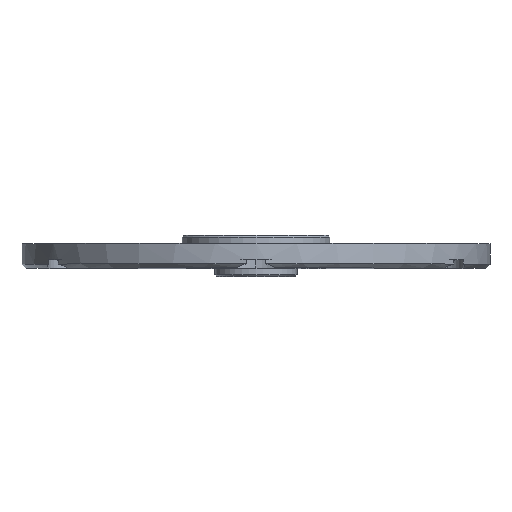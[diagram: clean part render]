
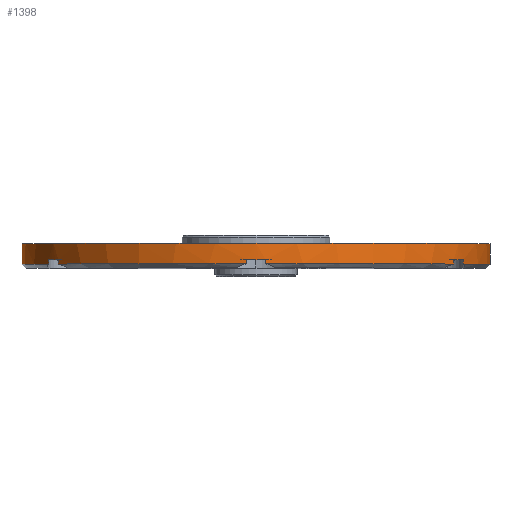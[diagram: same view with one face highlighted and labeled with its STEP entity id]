
A CAD part, top view. The second image highlights one B-rep face of the part: STEP entity #1398.
In plain terms, the highlighted cylindrical face has radius 28.5 mm (diameter 57 mm), a partial arc.
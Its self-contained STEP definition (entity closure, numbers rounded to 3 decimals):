
#13 = CARTESIAN_POINT ( 'NONE',  ( 28.5, 55.8, 0. ) ) ;
#55 = CYLINDRICAL_SURFACE ( 'NONE', #477, 28.5 ) ;
#60 = CARTESIAN_POINT ( 'NONE',  ( 0., 53.3, 0. ) ) ;
#89 = DIRECTION ( 'NONE',  ( 0., 1., 0. ) ) ;
#91 = VERTEX_POINT ( 'NONE', #1520 ) ;
#103 = DIRECTION ( 'NONE',  ( 0., 1., 0. ) ) ;
#125 = CARTESIAN_POINT ( 'NONE',  ( 0., 53.8, 0. ) ) ;
#134 = ORIENTED_EDGE ( 'NONE', *, *, #885, .F. ) ;
#140 = DIRECTION ( 'NONE',  ( 1., 0., 0. ) ) ;
#154 = EDGE_CURVE ( 'NONE', #2100, #1826, #638, .T. ) ;
#156 = EDGE_LOOP ( 'NONE', ( #854, #1551, #1381, #847, #513, #134, #254, #1021, #1675, #2119, #1004, #1003, #759, #1457, #263, #1375 ) ) ;
#192 = DIRECTION ( 'NONE',  ( 1., 0., 0. ) ) ;
#198 = EDGE_CURVE ( 'NONE', #1478, #1530, #285, .T. ) ;
#229 = DIRECTION ( 'NONE',  ( 1., 0., 0. ) ) ;
#230 = VERTEX_POINT ( 'NONE', #908 ) ;
#246 = CARTESIAN_POINT ( 'NONE',  ( -24.064, 53.8, 15.27 ) ) ;
#248 = CIRCLE ( 'NONE', #661, 28.5 ) ;
#249 = DIRECTION ( 'NONE',  ( 0., 1., 0. ) ) ;
#254 = ORIENTED_EDGE ( 'NONE', *, *, #154, .F. ) ;
#263 = ORIENTED_EDGE ( 'NONE', *, *, #1165, .F. ) ;
#285 = CIRCLE ( 'NONE', #296, 28.5 ) ;
#296 = AXIS2_PLACEMENT_3D ( 'NONE', #1577, #2169, #681 ) ;
#322 = VERTEX_POINT ( 'NONE', #806 ) ;
#324 = DIRECTION ( 'NONE',  ( 1., 0., 0. ) ) ;
#329 = LINE ( 'NONE', #2213, #375 ) ;
#355 = LINE ( 'NONE', #1631, #2110 ) ;
#357 = VECTOR ( 'NONE', #581, 1000. ) ;
#375 = VECTOR ( 'NONE', #1322, 1000. ) ;
#402 = DIRECTION ( 'NONE',  ( 1., 0., 0. ) ) ;
#475 = CARTESIAN_POINT ( 'NONE',  ( 28.5, 53.3, 0. ) ) ;
#477 = AXIS2_PLACEMENT_3D ( 'NONE', #1977, #760, #1661 ) ;
#481 = CARTESIAN_POINT ( 'NONE',  ( 0., 53.8, 0. ) ) ;
#483 = DIRECTION ( 'NONE',  ( 0., -1., 0. ) ) ;
#513 = ORIENTED_EDGE ( 'NONE', *, *, #541, .T. ) ;
#541 = EDGE_CURVE ( 'NONE', #2229, #1605, #1889, .T. ) ;
#581 = DIRECTION ( 'NONE',  ( 0., -1., 0. ) ) ;
#587 = CIRCLE ( 'NONE', #1475, 28.5 ) ;
#592 = VECTOR ( 'NONE', #1345, 1000. ) ;
#596 = AXIS2_PLACEMENT_3D ( 'NONE', #481, #1717, #650 ) ;
#613 = VECTOR ( 'NONE', #1487, 1000. ) ;
#634 = VERTEX_POINT ( 'NONE', #13 ) ;
#638 = CIRCLE ( 'NONE', #596, 28.5 ) ;
#643 = DIRECTION ( 'NONE',  ( 0., -1., 0. ) ) ;
#650 = DIRECTION ( 'NONE',  ( 1., 0., 0. ) ) ;
#658 = DIRECTION ( 'NONE',  ( 0., -1., 0. ) ) ;
#661 = AXIS2_PLACEMENT_3D ( 'NONE', #1013, #658, #324 ) ;
#664 = CARTESIAN_POINT ( 'NONE',  ( 24.064, 54.3, 15.27 ) ) ;
#680 = EDGE_CURVE ( 'NONE', #322, #634, #1147, .T. ) ;
#681 = DIRECTION ( 'NONE',  ( 1., 0., 0. ) ) ;
#748 = CARTESIAN_POINT ( 'NONE',  ( -25.256, 54.3, 13.205 ) ) ;
#759 = ORIENTED_EDGE ( 'NONE', *, *, #1865, .T. ) ;
#760 = DIRECTION ( 'NONE',  ( 0., 1., 0. ) ) ;
#783 = CARTESIAN_POINT ( 'NONE',  ( -1.192, 53.3, 28.475 ) ) ;
#798 = CARTESIAN_POINT ( 'NONE',  ( 28.5, 54.3, 0. ) ) ;
#806 = CARTESIAN_POINT ( 'NONE',  ( -28.5, 55.8, 0. ) ) ;
#841 = LINE ( 'NONE', #961, #921 ) ;
#847 = ORIENTED_EDGE ( 'NONE', *, *, #1891, .F. ) ;
#854 = ORIENTED_EDGE ( 'NONE', *, *, #198, .T. ) ;
#874 = CARTESIAN_POINT ( 'NONE',  ( 0., 55.8, 0. ) ) ;
#885 = EDGE_CURVE ( 'NONE', #1826, #1605, #1479, .T. ) ;
#892 = VERTEX_POINT ( 'NONE', #933 ) ;
#895 = VERTEX_POINT ( 'NONE', #1336 ) ;
#908 = CARTESIAN_POINT ( 'NONE',  ( -1.192, 53.8, 28.475 ) ) ;
#920 = EDGE_CURVE ( 'NONE', #1530, #634, #1756, .T. ) ;
#921 = VECTOR ( 'NONE', #89, 1000. ) ;
#933 = CARTESIAN_POINT ( 'NONE',  ( -24.064, 53.3, 15.27 ) ) ;
#945 = VECTOR ( 'NONE', #483, 1000. ) ;
#952 = CARTESIAN_POINT ( 'NONE',  ( -25.256, 53.3, 13.205 ) ) ;
#961 = CARTESIAN_POINT ( 'NONE',  ( -24.064, 54.3, 15.27 ) ) ;
#1002 = DIRECTION ( 'NONE',  ( 0., 1., 0. ) ) ;
#1003 = ORIENTED_EDGE ( 'NONE', *, *, #1574, .F. ) ;
#1004 = ORIENTED_EDGE ( 'NONE', *, *, #1197, .F. ) ;
#1005 = CIRCLE ( 'NONE', #1594, 28.5 ) ;
#1013 = CARTESIAN_POINT ( 'NONE',  ( 0., 53.8, 0. ) ) ;
#1021 = ORIENTED_EDGE ( 'NONE', *, *, #1077, .F. ) ;
#1077 = EDGE_CURVE ( 'NONE', #892, #2100, #841, .T. ) ;
#1113 = VERTEX_POINT ( 'NONE', #1855 ) ;
#1118 = CARTESIAN_POINT ( 'NONE',  ( 1.192, 53.8, 28.475 ) ) ;
#1147 = CIRCLE ( 'NONE', #2016, 28.5 ) ;
#1165 = EDGE_CURVE ( 'NONE', #895, #91, #248, .T. ) ;
#1197 = EDGE_CURVE ( 'NONE', #1440, #230, #2061, .T. ) ;
#1202 = EDGE_CURVE ( 'NONE', #1478, #895, #2002, .T. ) ;
#1206 = VERTEX_POINT ( 'NONE', #2051 ) ;
#1272 = DIRECTION ( 'NONE',  ( 0., 1., 0. ) ) ;
#1279 = VECTOR ( 'NONE', #103, 1000. ) ;
#1294 = CARTESIAN_POINT ( 'NONE',  ( -1.192, 54.3, 28.475 ) ) ;
#1304 = CARTESIAN_POINT ( 'NONE',  ( -28.5, 53.3, 0. ) ) ;
#1309 = EDGE_CURVE ( 'NONE', #91, #1113, #1563, .T. ) ;
#1322 = DIRECTION ( 'NONE',  ( 0., 1., 0. ) ) ;
#1336 = CARTESIAN_POINT ( 'NONE',  ( 25.256, 53.8, 13.205 ) ) ;
#1345 = DIRECTION ( 'NONE',  ( 0., 1., 0. ) ) ;
#1351 = CARTESIAN_POINT ( 'NONE',  ( 0., 53.3, 0. ) ) ;
#1366 = AXIS2_PLACEMENT_3D ( 'NONE', #125, #643, #140 ) ;
#1375 = ORIENTED_EDGE ( 'NONE', *, *, #1202, .F. ) ;
#1381 = ORIENTED_EDGE ( 'NONE', *, *, #680, .F. ) ;
#1398 = ADVANCED_FACE ( 'NONE', ( #2174 ), #55, .T. ) ;
#1440 = VERTEX_POINT ( 'NONE', #1118 ) ;
#1457 = ORIENTED_EDGE ( 'NONE', *, *, #1309, .F. ) ;
#1475 = AXIS2_PLACEMENT_3D ( 'NONE', #60, #1653, #402 ) ;
#1478 = VERTEX_POINT ( 'NONE', #2185 ) ;
#1479 = LINE ( 'NONE', #748, #357 ) ;
#1487 = DIRECTION ( 'NONE',  ( 0., 1., 0. ) ) ;
#1520 = CARTESIAN_POINT ( 'NONE',  ( 24.064, 53.8, 15.27 ) ) ;
#1530 = VERTEX_POINT ( 'NONE', #475 ) ;
#1551 = ORIENTED_EDGE ( 'NONE', *, *, #920, .T. ) ;
#1563 = LINE ( 'NONE', #664, #945 ) ;
#1574 = EDGE_CURVE ( 'NONE', #1206, #1440, #329, .T. ) ;
#1577 = CARTESIAN_POINT ( 'NONE',  ( 0., 53.3, 0. ) ) ;
#1594 = AXIS2_PLACEMENT_3D ( 'NONE', #1813, #1272, #229 ) ;
#1605 = VERTEX_POINT ( 'NONE', #952 ) ;
#1631 = CARTESIAN_POINT ( 'NONE',  ( -28.5, 54.3, 0. ) ) ;
#1653 = DIRECTION ( 'NONE',  ( 0., 1., 0. ) ) ;
#1661 = DIRECTION ( 'NONE',  ( -1., 0., 0. ) ) ;
#1675 = ORIENTED_EDGE ( 'NONE', *, *, #1880, .T. ) ;
#1717 = DIRECTION ( 'NONE',  ( 0., -1., 0. ) ) ;
#1756 = LINE ( 'NONE', #798, #1279 ) ;
#1813 = CARTESIAN_POINT ( 'NONE',  ( 0., 53.3, 0. ) ) ;
#1826 = VERTEX_POINT ( 'NONE', #2155 ) ;
#1855 = CARTESIAN_POINT ( 'NONE',  ( 24.064, 53.3, 15.27 ) ) ;
#1865 = EDGE_CURVE ( 'NONE', #1206, #1113, #1005, .T. ) ;
#1867 = DIRECTION ( 'NONE',  ( 1., 0., 0. ) ) ;
#1880 = EDGE_CURVE ( 'NONE', #892, #2231, #587, .T. ) ;
#1889 = CIRCLE ( 'NONE', #2066, 28.5 ) ;
#1891 = EDGE_CURVE ( 'NONE', #2229, #322, #355, .T. ) ;
#1977 = CARTESIAN_POINT ( 'NONE',  ( 0., 54.3, 0. ) ) ;
#2002 = LINE ( 'NONE', #2239, #592 ) ;
#2016 = AXIS2_PLACEMENT_3D ( 'NONE', #874, #2120, #192 ) ;
#2051 = CARTESIAN_POINT ( 'NONE',  ( 1.192, 53.3, 28.475 ) ) ;
#2061 = CIRCLE ( 'NONE', #1366, 28.5 ) ;
#2066 = AXIS2_PLACEMENT_3D ( 'NONE', #1351, #1002, #1867 ) ;
#2100 = VERTEX_POINT ( 'NONE', #246 ) ;
#2110 = VECTOR ( 'NONE', #249, 1000. ) ;
#2119 = ORIENTED_EDGE ( 'NONE', *, *, #2245, .T. ) ;
#2120 = DIRECTION ( 'NONE',  ( 0., 1., 0. ) ) ;
#2128 = LINE ( 'NONE', #1294, #613 ) ;
#2155 = CARTESIAN_POINT ( 'NONE',  ( -25.256, 53.8, 13.205 ) ) ;
#2169 = DIRECTION ( 'NONE',  ( 0., 1., 0. ) ) ;
#2174 = FACE_OUTER_BOUND ( 'NONE', #156, .T. ) ;
#2185 = CARTESIAN_POINT ( 'NONE',  ( 25.256, 53.3, 13.205 ) ) ;
#2213 = CARTESIAN_POINT ( 'NONE',  ( 1.192, 54.3, 28.475 ) ) ;
#2229 = VERTEX_POINT ( 'NONE', #1304 ) ;
#2231 = VERTEX_POINT ( 'NONE', #783 ) ;
#2239 = CARTESIAN_POINT ( 'NONE',  ( 25.256, 54.3, 13.205 ) ) ;
#2245 = EDGE_CURVE ( 'NONE', #2231, #230, #2128, .T. ) ;
